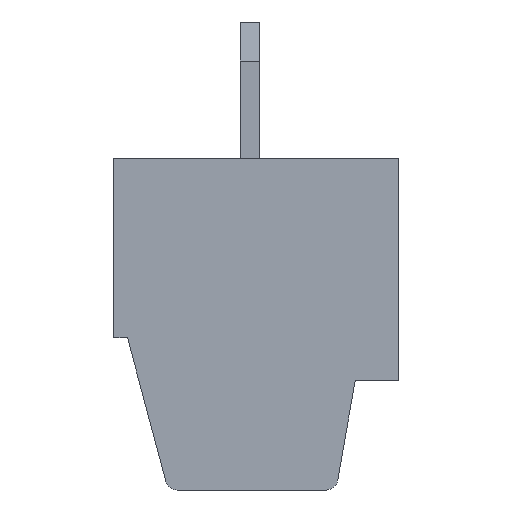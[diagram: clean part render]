
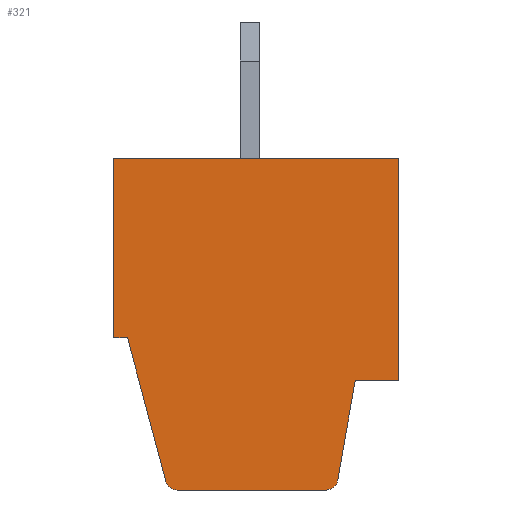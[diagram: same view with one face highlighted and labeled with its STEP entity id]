
A CAD part, left-side view. The second image highlights one B-rep face of the part: STEP entity #321.
In plain terms, the highlighted planar face has unit normal (-1, 0, 0).
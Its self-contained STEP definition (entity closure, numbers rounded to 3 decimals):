
#321 = ADVANCED_FACE( '', ( #767 ), #768, .T. );
#767 = FACE_OUTER_BOUND( '', #1330, .T. );
#768 = PLANE( '', #1331 );
#1330 = EDGE_LOOP( '', ( #2232, #2233, #2234, #2235, #2236, #2237, #2238, #2239, #2240, #2241 ) );
#1331 = AXIS2_PLACEMENT_3D( '', #2242, #2243, #2244 );
#2232 = ORIENTED_EDGE( '', *, *, #3228, .T. );
#2233 = ORIENTED_EDGE( '', *, *, #3353, .T. );
#2234 = ORIENTED_EDGE( '', *, *, #3273, .T. );
#2235 = ORIENTED_EDGE( '', *, *, #3354, .T. );
#2236 = ORIENTED_EDGE( '', *, *, #3355, .T. );
#2237 = ORIENTED_EDGE( '', *, *, #3310, .T. );
#2238 = ORIENTED_EDGE( '', *, *, #3356, .T. );
#2239 = ORIENTED_EDGE( '', *, *, #3252, .T. );
#2240 = ORIENTED_EDGE( '', *, *, #3077, .T. );
#2241 = ORIENTED_EDGE( '', *, *, #3357, .T. );
#2242 = CARTESIAN_POINT( '', ( 165.647, 154.734, -4.2 ) );
#2243 = DIRECTION( '', ( -1., 0., 0. ) );
#2244 = DIRECTION( '', ( 0., -1., 0. ) );
#3077 = EDGE_CURVE( '', #3621, #3626, #3628, .T. );
#3228 = EDGE_CURVE( '', #3875, #3880, #3882, .T. );
#3252 = EDGE_CURVE( '', #3913, #3621, #3917, .T. );
#3273 = EDGE_CURVE( '', #3948, #3953, #3955, .T. );
#3310 = EDGE_CURVE( '', #4008, #4013, #4015, .T. );
#3353 = EDGE_CURVE( '', #3880, #3948, #4073, .T. );
#3354 = EDGE_CURVE( '', #3953, #4074, #4075, .T. );
#3355 = EDGE_CURVE( '', #4074, #4008, #4076, .T. );
#3356 = EDGE_CURVE( '', #4013, #3913, #4077, .T. );
#3357 = EDGE_CURVE( '', #3626, #3875, #4078, .T. );
#3621 = VERTEX_POINT( '', #4414 );
#3626 = VERTEX_POINT( '', #4421 );
#3628 = LINE( '', #4424, #4425 );
#3875 = VERTEX_POINT( '', #4771 );
#3880 = VERTEX_POINT( '', #4778 );
#3882 = LINE( '', #4781, #4782 );
#3913 = VERTEX_POINT( '', #4826 );
#3917 = LINE( '', #4832, #4833 );
#3948 = VERTEX_POINT( '', #4879 );
#3953 = VERTEX_POINT( '', #4886 );
#3955 = LINE( '', #4889, #4890 );
#4008 = VERTEX_POINT( '', #4957 );
#4013 = VERTEX_POINT( '', #4964 );
#4015 = LINE( '', #4967, #4968 );
#4073 = CIRCLE( '', #5051, 0.3 );
#4074 = VERTEX_POINT( '', #5052 );
#4075 = CIRCLE( '', #5053, 0.3 );
#4076 = LINE( '', #5054, #5055 );
#4077 = LINE( '', #5056, #5057 );
#4078 = LINE( '', #5058, #5059 );
#4414 = CARTESIAN_POINT( '', ( 165.647, 154.734, 0. ) );
#4421 = CARTESIAN_POINT( '', ( 165.647, 154.734, -4.6 ) );
#4424 = CARTESIAN_POINT( '', ( 165.647, 154.734, -4.6 ) );
#4425 = VECTOR( '', #5457, 1000. );
#4771 = CARTESIAN_POINT( '', ( 165.647, 154.379, -4.6 ) );
#4778 = CARTESIAN_POINT( '', ( 165.647, 153.394, -8.278 ) );
#4781 = CARTESIAN_POINT( '', ( 165.647, 153.394, -8.278 ) );
#4782 = VECTOR( '', #5611, 1000. );
#4826 = CARTESIAN_POINT( '', ( 165.647, 147.434, 0. ) );
#4832 = CARTESIAN_POINT( '', ( 165.647, 154.734, 0. ) );
#4833 = VECTOR( '', #5633, 1000. );
#4879 = CARTESIAN_POINT( '', ( 165.647, 153.104, -8.5 ) );
#4886 = CARTESIAN_POINT( '', ( 165.647, 149.286, -8.5 ) );
#4889 = CARTESIAN_POINT( '', ( 165.647, 149.286, -8.5 ) );
#4890 = VECTOR( '', #5655, 1000. );
#4957 = CARTESIAN_POINT( '', ( 165.647, 148.541, -5.7 ) );
#4964 = CARTESIAN_POINT( '', ( 165.647, 147.434, -5.7 ) );
#4967 = CARTESIAN_POINT( '', ( 165.647, 147.434, -5.7 ) );
#4968 = VECTOR( '', #5706, 1000. );
#5051 = AXIS2_PLACEMENT_3D( '', #5738, #5739, #5740 );
#5052 = CARTESIAN_POINT( '', ( 165.647, 148.991, -8.252 ) );
#5053 = AXIS2_PLACEMENT_3D( '', #5741, #5742, #5743 );
#5054 = CARTESIAN_POINT( '', ( 165.647, 148.541, -5.7 ) );
#5055 = VECTOR( '', #5744, 1000. );
#5056 = CARTESIAN_POINT( '', ( 165.647, 147.434, 0. ) );
#5057 = VECTOR( '', #5745, 1000. );
#5058 = CARTESIAN_POINT( '', ( 165.647, 154.379, -4.6 ) );
#5059 = VECTOR( '', #5746, 1000. );
#5457 = DIRECTION( '', ( 0., 0., -1. ) );
#5611 = DIRECTION( '', ( 0., -0.259, -0.966 ) );
#5633 = DIRECTION( '', ( 0., 1., 0. ) );
#5655 = DIRECTION( '', ( 0., -1., 0. ) );
#5706 = DIRECTION( '', ( 0., -1., 0. ) );
#5738 = CARTESIAN_POINT( '', ( 165.647, 153.104, -8.2 ) );
#5739 = DIRECTION( '', ( -1., 0., 0. ) );
#5740 = DIRECTION( '', ( 0., -1., 0. ) );
#5741 = CARTESIAN_POINT( '', ( 165.647, 149.286, -8.2 ) );
#5742 = DIRECTION( '', ( -1., 0., 0. ) );
#5743 = DIRECTION( '', ( 0., -1., 0. ) );
#5744 = DIRECTION( '', ( 0., -0.174, 0.985 ) );
#5745 = DIRECTION( '', ( 0., 0., 1. ) );
#5746 = DIRECTION( '', ( 0., -1., 0. ) );
